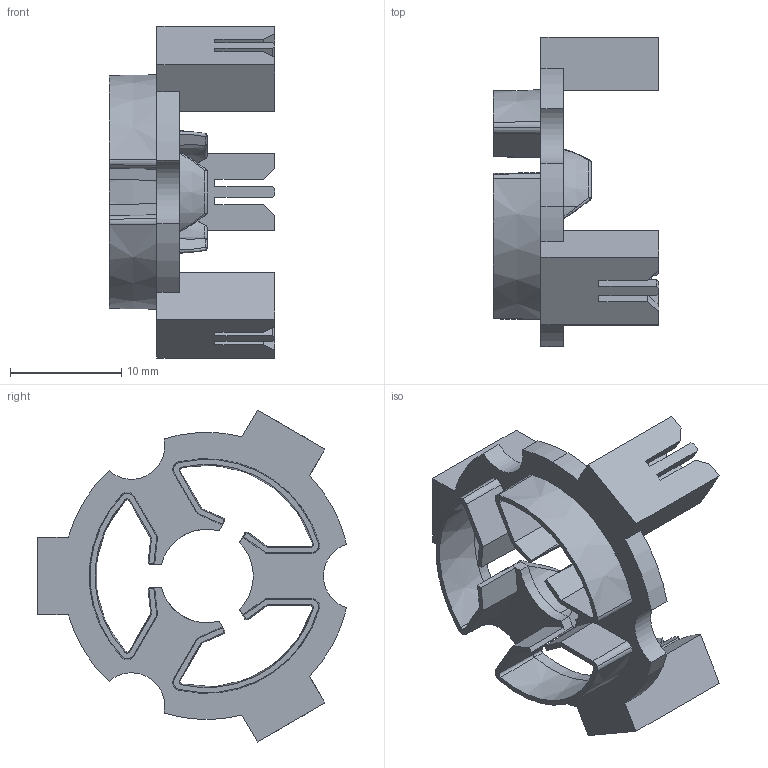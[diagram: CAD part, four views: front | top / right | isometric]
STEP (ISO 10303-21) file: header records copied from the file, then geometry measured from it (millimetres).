
FILE_DESCRIPTION (( 'STEP AP203' ), '1' );
FILE_NAME ('电机绕线骨架2-带接线头-RT-方案5.STEP', '2021-06-21T01:56:59', ( '' ), ( '' ), 'SwSTEP 2.0', 'SolidWorks 2021', '' );
FILE_SCHEMA (( 'CONFIG_CONTROL_DESIGN' ));
Length unit declared in the file: millimetre
Products named in the file (1): 电机绕线骨架2-带接线头-RT-方案5
Bounding box: 14.9 x 27.78 x 29.83 mm (x, y, z)
Volume: 1339.2 mm3; surface area: 3009.7 mm2
Topology: 1 solids, 1 shells, 337 faces, 936 edges, 607 vertices
Faces by surface type: plane 194, cylinder 78, cone 35, bspline 12, torus 10, sphere 8
Entity records: 11089 total; most frequent: CARTESIAN_POINT 2442, ORIENTED_EDGE 1872, DIRECTION 1723, EDGE_CURVE 936, LINE 623, VECTOR 623, VERTEX_POINT 607, AXIS2_PLACEMENT_3D 550
